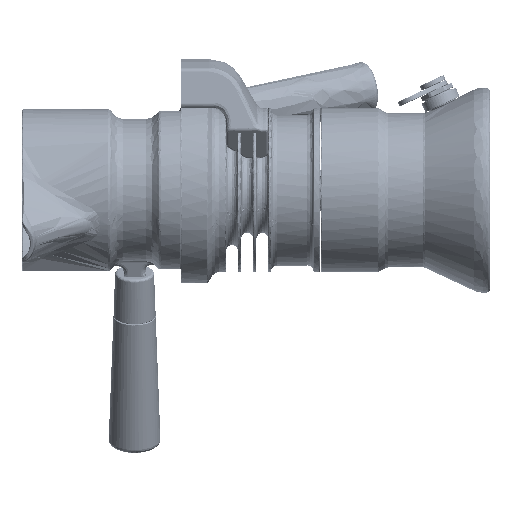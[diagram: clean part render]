
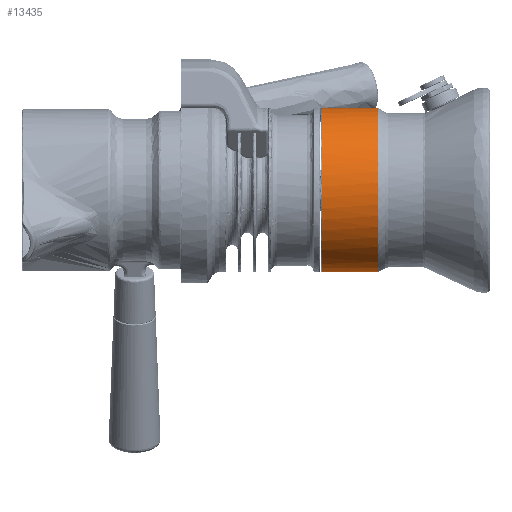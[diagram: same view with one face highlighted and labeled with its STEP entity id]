
A CAD part, left-side view. The second image highlights one B-rep face of the part: STEP entity #13435.
In plain terms, the highlighted free-form (B-spline) face has degree [2, 1] with [5, 2] control points.
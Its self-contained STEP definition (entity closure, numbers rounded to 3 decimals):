
#13435 = ADVANCED_FACE('',(#13436),#13472,.T.);
#13436 = FACE_BOUND('',#13437,.T.);
#13437 = EDGE_LOOP('',(#13438,#13450,#13457,#13467));
#13438 = ORIENTED_EDGE('',*,*,#13439,.F.);
#13439 = EDGE_CURVE('',#13440,#13442,#13444,.T.);
#13440 = VERTEX_POINT('',#13441);
#13441 = CARTESIAN_POINT('',(0.,83.145,
    40.61));
#13442 = VERTEX_POINT('',#13443);
#13443 = CARTESIAN_POINT('',(0.,83.145,
    -40.61));
#13444 = ( BOUNDED_CURVE() B_SPLINE_CURVE(2,(#13445,#13446,#13447,#13448
,#13449),.UNSPECIFIED.,.F.,.F.) B_SPLINE_CURVE_WITH_KNOTS((3,2,3),(
    0.,1.571,3.142),
.PIECEWISE_BEZIER_KNOTS.) CURVE() GEOMETRIC_REPRESENTATION_ITEM() 
RATIONAL_B_SPLINE_CURVE((1.,0.707,1.,0.707,1.)) 
REPRESENTATION_ITEM('') );
#13445 = CARTESIAN_POINT('',(0.,83.145,
    40.61));
#13446 = CARTESIAN_POINT('',(-40.61,83.145,
    40.61));
#13447 = CARTESIAN_POINT('',(-40.61,83.145,
    0.));
#13448 = CARTESIAN_POINT('',(-40.61,83.145,
    -40.61));
#13449 = CARTESIAN_POINT('',(0.,83.145,
    -40.61));
#13450 = ORIENTED_EDGE('',*,*,#13451,.F.);
#13451 = EDGE_CURVE('',#13452,#13440,#13454,.T.);
#13452 = VERTEX_POINT('',#13453);
#13453 = CARTESIAN_POINT('',(0.,55.672,
    40.61));
#13454 = B_SPLINE_CURVE_WITH_KNOTS('',1,(#13455,#13456),.UNSPECIFIED.,
  .F.,.F.,(2,2),(0.,22.832),.PIECEWISE_BEZIER_KNOTS.);
#13455 = CARTESIAN_POINT('',(0.,55.672,40.61));
#13456 = CARTESIAN_POINT('',(0.,83.145,40.61));
#13457 = ORIENTED_EDGE('',*,*,#13458,.F.);
#13458 = EDGE_CURVE('',#13459,#13452,#13461,.T.);
#13459 = VERTEX_POINT('',#13460);
#13460 = CARTESIAN_POINT('',(0.,55.672,
    -40.61));
#13461 = ( BOUNDED_CURVE() B_SPLINE_CURVE(2,(#13462,#13463,#13464,#13465
,#13466),.UNSPECIFIED.,.F.,.F.) B_SPLINE_CURVE_WITH_KNOTS((3,2,3),(0.,
1.571,3.142),.PIECEWISE_BEZIER_KNOTS.) CURVE() 
GEOMETRIC_REPRESENTATION_ITEM() RATIONAL_B_SPLINE_CURVE((1.,
0.707,1.,0.707,1.)) REPRESENTATION_ITEM('') );
#13462 = CARTESIAN_POINT('',(0.,55.672,
    -40.61));
#13463 = CARTESIAN_POINT('',(-40.61,55.672,
    -40.61));
#13464 = CARTESIAN_POINT('',(-40.61,55.672,
    0.));
#13465 = CARTESIAN_POINT('',(-40.61,55.672,
    40.61));
#13466 = CARTESIAN_POINT('',(0.,55.672,
    40.61));
#13467 = ORIENTED_EDGE('',*,*,#13468,.F.);
#13468 = EDGE_CURVE('',#13442,#13459,#13469,.T.);
#13469 = B_SPLINE_CURVE_WITH_KNOTS('',1,(#13470,#13471),.UNSPECIFIED.,
  .F.,.F.,(2,2),(0.,22.832),.PIECEWISE_BEZIER_KNOTS.);
#13470 = CARTESIAN_POINT('',(0.,83.145,-40.61));
#13471 = CARTESIAN_POINT('',(0.,55.672,-40.61));
#13472 = ( BOUNDED_SURFACE() B_SPLINE_SURFACE(2,1,(
    (#13473,#13474)
    ,(#13475,#13476)
    ,(#13477,#13478)
    ,(#13479,#13480)
    ,(#13481,#13482
)),.UNSPECIFIED.,.F.,.F.,.F.) B_SPLINE_SURFACE_WITH_KNOTS((3,2,3),(2,2),
  (0.,1.571,3.142),(0.,22.832),
.PIECEWISE_BEZIER_KNOTS.) GEOMETRIC_REPRESENTATION_ITEM() 
RATIONAL_B_SPLINE_SURFACE((
    (1.,1.)
    ,(0.707,0.707)
    ,(1.,1.)
    ,(0.707,0.707)
,(1.,1.))) REPRESENTATION_ITEM('') SURFACE() );
#13473 = CARTESIAN_POINT('',(0.,55.672,
    40.61));
#13474 = CARTESIAN_POINT('',(0.,83.145,
    40.61));
#13475 = CARTESIAN_POINT('',(-40.61,55.672,
    40.61));
#13476 = CARTESIAN_POINT('',(-40.61,83.145,
    40.61));
#13477 = CARTESIAN_POINT('',(-40.61,55.672,
    0.));
#13478 = CARTESIAN_POINT('',(-40.61,83.145,
    0.));
#13479 = CARTESIAN_POINT('',(-40.61,55.672,
    -40.61));
#13480 = CARTESIAN_POINT('',(-40.61,83.145,
    -40.61));
#13481 = CARTESIAN_POINT('',(0.,55.672,
    -40.61));
#13482 = CARTESIAN_POINT('',(0.,83.145,
    -40.61));
